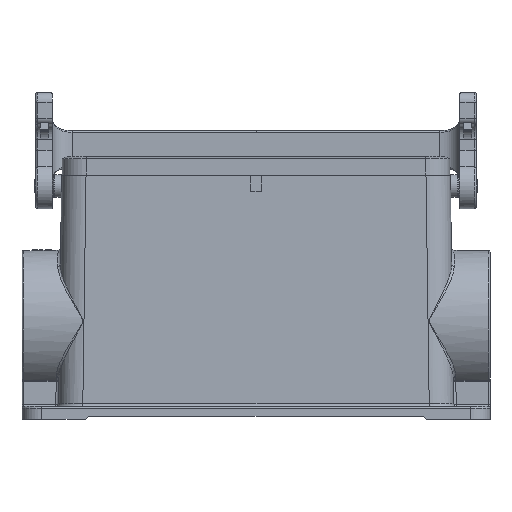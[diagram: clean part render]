
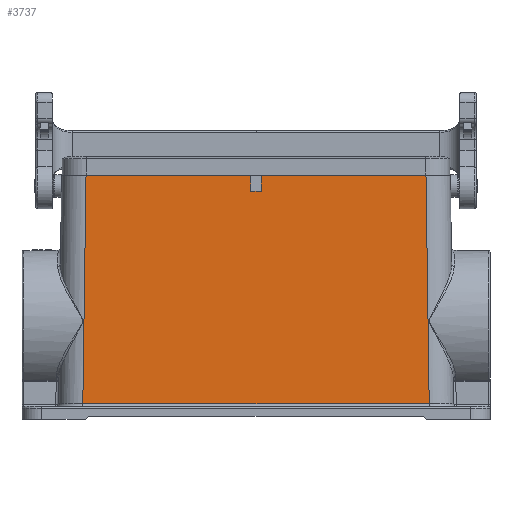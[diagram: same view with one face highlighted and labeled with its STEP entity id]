
A CAD part, front view. The second image highlights one B-rep face of the part: STEP entity #3737.
In plain terms, the highlighted planar face has unit normal (0, -1, 0.011).
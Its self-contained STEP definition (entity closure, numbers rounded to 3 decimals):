
#3737=ADVANCED_FACE('',(#4631),#4246,.T.);
#4246=PLANE('',#17129);
#4631=FACE_OUTER_BOUND('',#5223,.T.);
#5223=EDGE_LOOP('',(#7020,#7021,#7022,#7023,#7024,#7025,#7026,#7027));
#7020=ORIENTED_EDGE('',*,*,#10387,.F.);
#7021=ORIENTED_EDGE('',*,*,#10321,.F.);
#7022=ORIENTED_EDGE('',*,*,#10388,.T.);
#7023=ORIENTED_EDGE('',*,*,#10389,.T.);
#7024=ORIENTED_EDGE('',*,*,#10390,.T.);
#7025=ORIENTED_EDGE('',*,*,#10325,.F.);
#7026=ORIENTED_EDGE('',*,*,#10391,.F.);
#7027=ORIENTED_EDGE('',*,*,#10392,.F.);
#9134=VERTEX_POINT('',#26104);
#9135=VERTEX_POINT('',#26105);
#9138=VERTEX_POINT('',#26111);
#9139=VERTEX_POINT('',#26113);
#9198=VERTEX_POINT('',#26300);
#9199=VERTEX_POINT('',#26302);
#9200=VERTEX_POINT('',#26304);
#9201=VERTEX_POINT('',#26307);
#10321=EDGE_CURVE('',#9134,#9135,#13667,.T.);
#10325=EDGE_CURVE('',#9138,#9139,#13671,.T.);
#10387=EDGE_CURVE('',#9135,#9198,#13707,.T.);
#10388=EDGE_CURVE('',#9134,#9199,#13708,.T.);
#10389=EDGE_CURVE('',#9199,#9200,#13709,.T.);
#10390=EDGE_CURVE('',#9200,#9139,#13710,.T.);
#10391=EDGE_CURVE('',#9201,#9138,#13711,.T.);
#10392=EDGE_CURVE('',#9198,#9201,#13712,.T.);
#13667=LINE('',#26103,#14623);
#13671=LINE('',#26112,#14627);
#13707=LINE('',#26299,#14663);
#13708=LINE('',#26301,#14664);
#13709=LINE('',#26303,#14665);
#13710=LINE('',#26305,#14666);
#13711=LINE('',#26306,#14667);
#13712=LINE('',#26308,#14668);
#14623=VECTOR('',#19187,1.);
#14627=VECTOR('',#19191,1.);
#14663=VECTOR('',#19291,1.);
#14664=VECTOR('',#19292,1.);
#14665=VECTOR('',#19293,1.);
#14666=VECTOR('',#19294,1.);
#14667=VECTOR('',#19295,1.);
#14668=VECTOR('',#19296,1.);
#17129=AXIS2_PLACEMENT_3D('',#26309,#19297,#19298);
#19187=DIRECTION('',(1.,0.,0.));
#19191=DIRECTION('',(1.,0.,0.));
#19291=DIRECTION('',(0.,-0.011,-1.));
#19292=DIRECTION('',(-0.014,-0.011,-1.));
#19293=DIRECTION('',(1.,0.,0.));
#19294=DIRECTION('',(-0.014,0.011,1.));
#19295=DIRECTION('',(0.,0.011,1.));
#19296=DIRECTION('',(1.,0.,0.));
#19297=DIRECTION('',(0.,-1.,0.011));
#19298=DIRECTION('',(1.,0.,0.));
#26103=CARTESIAN_POINT('',(59.8,-21.5,5.7));
#26104=CARTESIAN_POINT('',(-52.3,-21.5,5.7));
#26105=CARTESIAN_POINT('',(-1.6,-21.5,5.7));
#26111=CARTESIAN_POINT('',(1.6,-21.5,5.7));
#26112=CARTESIAN_POINT('',(59.8,-21.5,5.7));
#26113=CARTESIAN_POINT('',(52.3,-21.5,5.7));
#26299=CARTESIAN_POINT('',(-1.6,-21.5,5.714));
#26300=CARTESIAN_POINT('',(-1.6,-21.553,1.015));
#26301=CARTESIAN_POINT('',(-53.302,-22.301,-65.356));
#26302=CARTESIAN_POINT('',(-53.289,-22.291,-64.459));
#26303=CARTESIAN_POINT('',(0.,-22.291,-64.459));
#26304=CARTESIAN_POINT('',(53.289,-22.291,-64.459));
#26305=CARTESIAN_POINT('',(52.302,-21.501,5.594));
#26306=CARTESIAN_POINT('',(1.6,-21.553,1.015));
#26307=CARTESIAN_POINT('',(1.6,-21.553,1.015));
#26308=CARTESIAN_POINT('',(-1.6,-21.553,1.015));
#26309=CARTESIAN_POINT('',(0.,-22.3,-65.25));
